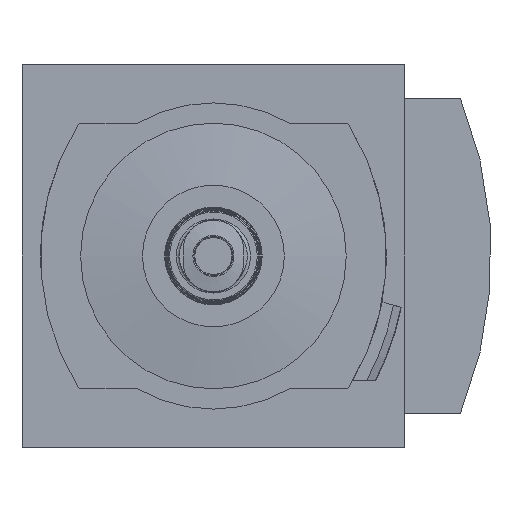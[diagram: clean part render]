
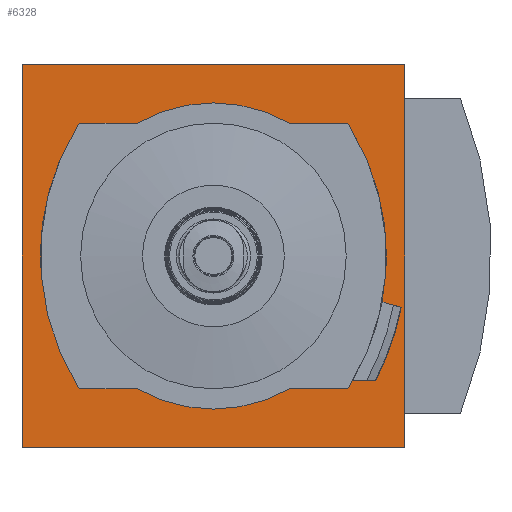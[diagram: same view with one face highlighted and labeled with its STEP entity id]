
A CAD part, front view. The second image highlights one B-rep face of the part: STEP entity #6328.
In plain terms, the highlighted planar face has unit normal (0, -1, 0).
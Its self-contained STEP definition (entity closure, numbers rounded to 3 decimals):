
#131=PLANE('',#6635);
#460=LINE('',#8791,#932);
#461=LINE('',#8794,#933);
#462=LINE('',#8796,#934);
#463=LINE('',#8798,#935);
#464=LINE('',#8799,#936);
#465=LINE('',#8803,#937);
#466=LINE('',#8806,#938);
#467=LINE('',#8810,#939);
#468=LINE('',#8815,#940);
#469=LINE('',#8819,#941);
#932=VECTOR('',#7350,1000.);
#933=VECTOR('',#7351,1000.);
#934=VECTOR('',#7352,1000.);
#935=VECTOR('',#7353,1000.);
#936=VECTOR('',#7354,1000.);
#937=VECTOR('',#7357,1000.);
#938=VECTOR('',#7360,1000.);
#939=VECTOR('',#7363,1000.);
#940=VECTOR('',#7368,1000.);
#941=VECTOR('',#7371,1000.);
#1229=CIRCLE('',#6627,40.);
#1231=CIRCLE('',#6629,40.);
#1235=CIRCLE('',#6634,40.);
#1236=CIRCLE('',#6636,41.2);
#1237=CIRCLE('',#6637,0.5);
#1238=CIRCLE('',#6638,24.8);
#1239=CIRCLE('',#6639,0.5);
#1240=CIRCLE('',#6640,0.5);
#1241=CIRCLE('',#6641,24.8);
#1242=CIRCLE('',#6642,0.5);
#1696=ORIENTED_EDGE('',*,*,#2876,.F.);
#1697=ORIENTED_EDGE('',*,*,#2877,.F.);
#1698=ORIENTED_EDGE('',*,*,#2878,.F.);
#1699=ORIENTED_EDGE('',*,*,#2879,.F.);
#1700=ORIENTED_EDGE('',*,*,#2865,.T.);
#1701=ORIENTED_EDGE('',*,*,#2880,.F.);
#1702=ORIENTED_EDGE('',*,*,#2881,.F.);
#1703=ORIENTED_EDGE('',*,*,#2882,.F.);
#1704=ORIENTED_EDGE('',*,*,#2861,.T.);
#1705=ORIENTED_EDGE('',*,*,#2883,.T.);
#1706=ORIENTED_EDGE('',*,*,#2884,.T.);
#1707=ORIENTED_EDGE('',*,*,#2885,.T.);
#1708=ORIENTED_EDGE('',*,*,#2886,.T.);
#1709=ORIENTED_EDGE('',*,*,#2887,.T.);
#1710=ORIENTED_EDGE('',*,*,#2873,.T.);
#1711=ORIENTED_EDGE('',*,*,#2888,.T.);
#1712=ORIENTED_EDGE('',*,*,#2889,.T.);
#1713=ORIENTED_EDGE('',*,*,#2890,.T.);
#1714=ORIENTED_EDGE('',*,*,#2891,.T.);
#1715=ORIENTED_EDGE('',*,*,#2892,.T.);
#2861=EDGE_CURVE('',#3452,#3451,#1229,.T.);
#2865=EDGE_CURVE('',#3448,#3455,#1231,.T.);
#2873=EDGE_CURVE('',#3460,#3463,#1235,.T.);
#2876=EDGE_CURVE('',#3464,#3465,#460,.T.);
#2877=EDGE_CURVE('',#3466,#3464,#461,.T.);
#2878=EDGE_CURVE('',#3467,#3466,#462,.T.);
#2879=EDGE_CURVE('',#3465,#3467,#463,.T.);
#2880=EDGE_CURVE('',#3468,#3455,#464,.T.);
#2881=EDGE_CURVE('',#3469,#3468,#1236,.F.);
#2882=EDGE_CURVE('',#3452,#3469,#465,.T.);
#2883=EDGE_CURVE('',#3451,#3470,#1237,.T.);
#2884=EDGE_CURVE('',#3470,#3471,#466,.T.);
#2885=EDGE_CURVE('',#3471,#3472,#1238,.T.);
#2886=EDGE_CURVE('',#3472,#3473,#467,.T.);
#2887=EDGE_CURVE('',#3473,#3460,#1239,.T.);
#2888=EDGE_CURVE('',#3463,#3474,#1240,.T.);
#2889=EDGE_CURVE('',#3474,#3475,#468,.T.);
#2890=EDGE_CURVE('',#3475,#3476,#1241,.T.);
#2891=EDGE_CURVE('',#3476,#3477,#469,.T.);
#2892=EDGE_CURVE('',#3477,#3448,#1242,.T.);
#3448=VERTEX_POINT('',#8756);
#3451=VERTEX_POINT('',#8761);
#3452=VERTEX_POINT('',#8763);
#3455=VERTEX_POINT('',#8769);
#3460=VERTEX_POINT('',#8781);
#3463=VERTEX_POINT('',#8786);
#3464=VERTEX_POINT('',#8792);
#3465=VERTEX_POINT('',#8793);
#3466=VERTEX_POINT('',#8795);
#3467=VERTEX_POINT('',#8797);
#3468=VERTEX_POINT('',#8800);
#3469=VERTEX_POINT('',#8802);
#3470=VERTEX_POINT('',#8805);
#3471=VERTEX_POINT('',#8807);
#3472=VERTEX_POINT('',#8809);
#3473=VERTEX_POINT('',#8811);
#3474=VERTEX_POINT('',#8814);
#3475=VERTEX_POINT('',#8816);
#3476=VERTEX_POINT('',#8818);
#3477=VERTEX_POINT('',#8820);
#3817=EDGE_LOOP('',(#1696,#1697,#1698,#1699));
#3818=EDGE_LOOP('',(#1700,#1701,#1702,#1703,#1704,#1705,#1706,#1707,#1708,
#1709,#1710,#1711,#1712,#1713,#1714,#1715));
#4138=FACE_BOUND('',#3817,.T.);
#4139=FACE_BOUND('',#3818,.T.);
#6328=ADVANCED_FACE('',(#4138,#4139),#131,.F.);
#6627=AXIS2_PLACEMENT_3D('',#8762,#7324,#7325);
#6629=AXIS2_PLACEMENT_3D('',#8770,#7330,#7331);
#6634=AXIS2_PLACEMENT_3D('',#8787,#7344,#7345);
#6635=AXIS2_PLACEMENT_3D('',#8790,#7348,#7349);
#6636=AXIS2_PLACEMENT_3D('',#8801,#7355,#7356);
#6637=AXIS2_PLACEMENT_3D('',#8804,#7358,#7359);
#6638=AXIS2_PLACEMENT_3D('',#8808,#7361,#7362);
#6639=AXIS2_PLACEMENT_3D('',#8812,#7364,#7365);
#6640=AXIS2_PLACEMENT_3D('',#8813,#7366,#7367);
#6641=AXIS2_PLACEMENT_3D('',#8817,#7369,#7370);
#6642=AXIS2_PLACEMENT_3D('',#8821,#7372,#7373);
#7324=DIRECTION('',(0.,1.,0.));
#7325=DIRECTION('',(1.,0.,0.));
#7330=DIRECTION('',(0.,1.,0.));
#7331=DIRECTION('',(1.,0.,0.));
#7344=DIRECTION('',(0.,1.,0.));
#7345=DIRECTION('',(1.,0.,0.));
#7348=DIRECTION('',(0.,1.,0.));
#7349=DIRECTION('',(0.,0.,1.));
#7350=DIRECTION('',(-1.,0.,0.));
#7351=DIRECTION('',(0.,0.,-1.));
#7352=DIRECTION('',(1.,0.,0.));
#7353=DIRECTION('',(0.,0.,1.));
#7354=DIRECTION('',(-0.966,0.,0.259));
#7355=DIRECTION('',(0.,1.,0.));
#7356=DIRECTION('',(0.,0.,1.));
#7357=DIRECTION('',(1.,0.,0.));
#7358=DIRECTION('',(0.,1.,0.));
#7359=DIRECTION('',(1.,0.,0.));
#7360=DIRECTION('',(-1.,0.,0.));
#7361=DIRECTION('',(0.,1.,0.));
#7362=DIRECTION('',(1.,0.,0.));
#7363=DIRECTION('',(-1.,0.,0.));
#7364=DIRECTION('',(0.,1.,0.));
#7365=DIRECTION('',(1.,0.,0.));
#7366=DIRECTION('',(0.,1.,0.));
#7367=DIRECTION('',(1.,0.,0.));
#7368=DIRECTION('',(1.,0.,0.));
#7369=DIRECTION('',(0.,1.,0.));
#7370=DIRECTION('',(1.,0.,0.));
#7371=DIRECTION('',(1.,0.,0.));
#7372=DIRECTION('',(0.,1.,0.));
#7373=DIRECTION('',(1.,0.,0.));
#8756=CARTESIAN_POINT('',(21.879,-45.5,21.266));
#8761=CARTESIAN_POINT('',(21.879,-45.5,-21.266));
#8762=CARTESIAN_POINT('',(-12.,-45.5,0.));
#8763=CARTESIAN_POINT('',(22.554,-45.5,-20.15));
#8769=CARTESIAN_POINT('',(27.298,-45.5,-7.463));
#8770=CARTESIAN_POINT('',(-12.,-45.5,0.));
#8781=CARTESIAN_POINT('',(-21.879,-45.5,-21.266));
#8786=CARTESIAN_POINT('',(-21.879,-45.5,21.266));
#8787=CARTESIAN_POINT('',(12.,-45.5,0.));
#8790=CARTESIAN_POINT('',(0.,-45.5,0.));
#8791=CARTESIAN_POINT('',(31.,-45.5,-31.));
#8792=CARTESIAN_POINT('',(31.,-45.5,-31.));
#8793=CARTESIAN_POINT('',(-31.,-45.5,-31.));
#8794=CARTESIAN_POINT('',(31.,-45.5,31.));
#8795=CARTESIAN_POINT('',(31.,-45.5,31.));
#8796=CARTESIAN_POINT('',(-31.,-45.5,31.));
#8797=CARTESIAN_POINT('',(-31.,-45.5,31.));
#8798=CARTESIAN_POINT('',(-31.,-45.5,-31.));
#8799=CARTESIAN_POINT('',(30.42,-45.5,-8.3));
#8800=CARTESIAN_POINT('',(28.487,-45.5,-7.782));
#8801=CARTESIAN_POINT('',(-12.,-45.5,-0.15));
#8802=CARTESIAN_POINT('',(24.02,-45.5,-20.15));
#8803=CARTESIAN_POINT('',(0.,-45.5,-20.15));
#8804=CARTESIAN_POINT('',(21.455,-45.5,-21.));
#8805=CARTESIAN_POINT('',(21.455,-45.5,-21.5));
#8806=CARTESIAN_POINT('',(21.455,-45.5,-21.5));
#8807=CARTESIAN_POINT('',(12.361,-45.5,-21.5));
#8808=CARTESIAN_POINT('',(0.,-45.5,0.));
#8809=CARTESIAN_POINT('',(-12.361,-45.5,-21.5));
#8810=CARTESIAN_POINT('',(-12.361,-45.5,-21.5));
#8811=CARTESIAN_POINT('',(-21.455,-45.5,-21.5));
#8812=CARTESIAN_POINT('',(-21.455,-45.5,-21.));
#8813=CARTESIAN_POINT('',(-21.455,-45.5,21.));
#8814=CARTESIAN_POINT('',(-21.455,-45.5,21.5));
#8815=CARTESIAN_POINT('',(-21.455,-45.5,21.5));
#8816=CARTESIAN_POINT('',(-12.361,-45.5,21.5));
#8817=CARTESIAN_POINT('',(0.,-45.5,0.));
#8818=CARTESIAN_POINT('',(12.361,-45.5,21.5));
#8819=CARTESIAN_POINT('',(12.361,-45.5,21.5));
#8820=CARTESIAN_POINT('',(21.455,-45.5,21.5));
#8821=CARTESIAN_POINT('',(21.455,-45.5,21.));
